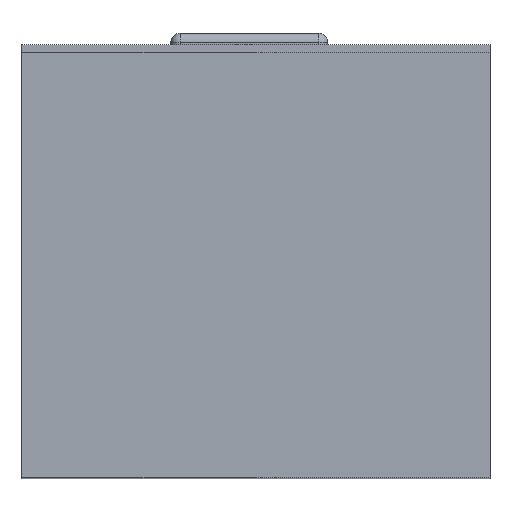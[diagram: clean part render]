
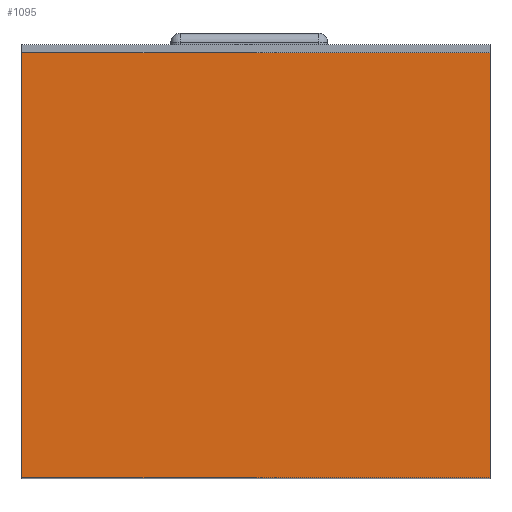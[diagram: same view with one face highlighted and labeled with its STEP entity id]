
A CAD part, top view. The second image highlights one B-rep face of the part: STEP entity #1095.
In plain terms, the highlighted planar face has unit normal (0, 0, 1).
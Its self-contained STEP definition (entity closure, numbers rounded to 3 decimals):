
#480 = PLANE('',#481);
#481 = AXIS2_PLACEMENT_3D('',#482,#483,#484);
#482 = CARTESIAN_POINT('',(596.,541.,820.));
#483 = DIRECTION('',(0.,0.,1.));
#484 = DIRECTION('',(-1.,0.,0.));
#870 = VERTEX_POINT('',#871);
#871 = CARTESIAN_POINT('',(596.,541.,820.));
#894 = VERTEX_POINT('',#895);
#895 = CARTESIAN_POINT('',(0.,541.,820.));
#916 = EDGE_CURVE('',#870,#894,#917,.T.);
#917 = SURFACE_CURVE('',#918,(#922,#929),.PCURVE_S1.);
#918 = LINE('',#919,#920);
#919 = CARTESIAN_POINT('',(596.,541.,820.));
#920 = VECTOR('',#921,1.);
#921 = DIRECTION('',(-1.,0.,0.));
#922 = PCURVE('',#480,#923);
#923 = DEFINITIONAL_REPRESENTATION('',(#924),#928);
#924 = LINE('',#925,#926);
#925 = CARTESIAN_POINT('',(0.,0.));
#926 = VECTOR('',#927,1.);
#927 = DIRECTION('',(1.,0.));
#928 = ( GEOMETRIC_REPRESENTATION_CONTEXT(2) 
PARAMETRIC_REPRESENTATION_CONTEXT() REPRESENTATION_CONTEXT('2D SPACE',''
  ) );
#929 = PCURVE('',#930,#935);
#930 = PLANE('',#931);
#931 = AXIS2_PLACEMENT_3D('',#932,#933,#934);
#932 = CARTESIAN_POINT('',(298.,270.5,820.));
#933 = DIRECTION('',(0.,0.,1.));
#934 = DIRECTION('',(1.,0.,0.));
#935 = DEFINITIONAL_REPRESENTATION('',(#936),#940);
#936 = LINE('',#937,#938);
#937 = CARTESIAN_POINT('',(298.,270.5));
#938 = VECTOR('',#939,1.);
#939 = DIRECTION('',(-1.,0.));
#940 = ( GEOMETRIC_REPRESENTATION_CONTEXT(2) 
PARAMETRIC_REPRESENTATION_CONTEXT() REPRESENTATION_CONTEXT('2D SPACE',''
  ) );
#984 = PLANE('',#985);
#985 = AXIS2_PLACEMENT_3D('',#986,#987,#988);
#986 = CARTESIAN_POINT('',(596.,0.,0.));
#987 = DIRECTION('',(-1.,0.,0.));
#988 = DIRECTION('',(0.,1.,0.));
#1038 = PLANE('',#1039);
#1039 = AXIS2_PLACEMENT_3D('',#1040,#1041,#1042);
#1040 = CARTESIAN_POINT('',(0.,541.,0.));
#1041 = DIRECTION('',(1.,0.,0.));
#1042 = DIRECTION('',(0.,-1.,0.));
#1095 = ADVANCED_FACE('',(#1096),#930,.T.);
#1096 = FACE_BOUND('',#1097,.T.);
#1097 = EDGE_LOOP('',(#1098,#1128,#1149,#1150));
#1098 = ORIENTED_EDGE('',*,*,#1099,.T.);
#1099 = EDGE_CURVE('',#1100,#1102,#1104,.T.);
#1100 = VERTEX_POINT('',#1101);
#1101 = CARTESIAN_POINT('',(0.,0.,820.));
#1102 = VERTEX_POINT('',#1103);
#1103 = CARTESIAN_POINT('',(596.,0.,820.));
#1104 = SURFACE_CURVE('',#1105,(#1109,#1116),.PCURVE_S1.);
#1105 = LINE('',#1106,#1107);
#1106 = CARTESIAN_POINT('',(0.,0.,820.));
#1107 = VECTOR('',#1108,1.);
#1108 = DIRECTION('',(1.,0.,0.));
#1109 = PCURVE('',#930,#1110);
#1110 = DEFINITIONAL_REPRESENTATION('',(#1111),#1115);
#1111 = LINE('',#1112,#1113);
#1112 = CARTESIAN_POINT('',(-298.,-270.5));
#1113 = VECTOR('',#1114,1.);
#1114 = DIRECTION('',(1.,0.));
#1115 = ( GEOMETRIC_REPRESENTATION_CONTEXT(2) 
PARAMETRIC_REPRESENTATION_CONTEXT() REPRESENTATION_CONTEXT('2D SPACE',''
  ) );
#1116 = PCURVE('',#1117,#1122);
#1117 = PLANE('',#1118);
#1118 = AXIS2_PLACEMENT_3D('',#1119,#1120,#1121);
#1119 = CARTESIAN_POINT('',(0.,0.,0.));
#1120 = DIRECTION('',(0.,1.,0.));
#1121 = DIRECTION('',(1.,0.,0.));
#1122 = DEFINITIONAL_REPRESENTATION('',(#1123),#1127);
#1123 = LINE('',#1124,#1125);
#1124 = CARTESIAN_POINT('',(0.,-820.));
#1125 = VECTOR('',#1126,1.);
#1126 = DIRECTION('',(1.,0.));
#1127 = ( GEOMETRIC_REPRESENTATION_CONTEXT(2) 
PARAMETRIC_REPRESENTATION_CONTEXT() REPRESENTATION_CONTEXT('2D SPACE',''
  ) );
#1128 = ORIENTED_EDGE('',*,*,#1129,.T.);
#1129 = EDGE_CURVE('',#1102,#870,#1130,.T.);
#1130 = SURFACE_CURVE('',#1131,(#1135,#1142),.PCURVE_S1.);
#1131 = LINE('',#1132,#1133);
#1132 = CARTESIAN_POINT('',(596.,0.,820.));
#1133 = VECTOR('',#1134,1.);
#1134 = DIRECTION('',(0.,1.,0.));
#1135 = PCURVE('',#930,#1136);
#1136 = DEFINITIONAL_REPRESENTATION('',(#1137),#1141);
#1137 = LINE('',#1138,#1139);
#1138 = CARTESIAN_POINT('',(298.,-270.5));
#1139 = VECTOR('',#1140,1.);
#1140 = DIRECTION('',(0.,1.));
#1141 = ( GEOMETRIC_REPRESENTATION_CONTEXT(2) 
PARAMETRIC_REPRESENTATION_CONTEXT() REPRESENTATION_CONTEXT('2D SPACE',''
  ) );
#1142 = PCURVE('',#984,#1143);
#1143 = DEFINITIONAL_REPRESENTATION('',(#1144),#1148);
#1144 = LINE('',#1145,#1146);
#1145 = CARTESIAN_POINT('',(0.,-820.));
#1146 = VECTOR('',#1147,1.);
#1147 = DIRECTION('',(1.,0.));
#1148 = ( GEOMETRIC_REPRESENTATION_CONTEXT(2) 
PARAMETRIC_REPRESENTATION_CONTEXT() REPRESENTATION_CONTEXT('2D SPACE',''
  ) );
#1149 = ORIENTED_EDGE('',*,*,#916,.T.);
#1150 = ORIENTED_EDGE('',*,*,#1151,.T.);
#1151 = EDGE_CURVE('',#894,#1100,#1152,.T.);
#1152 = SURFACE_CURVE('',#1153,(#1157,#1164),.PCURVE_S1.);
#1153 = LINE('',#1154,#1155);
#1154 = CARTESIAN_POINT('',(0.,541.,820.));
#1155 = VECTOR('',#1156,1.);
#1156 = DIRECTION('',(0.,-1.,0.));
#1157 = PCURVE('',#930,#1158);
#1158 = DEFINITIONAL_REPRESENTATION('',(#1159),#1163);
#1159 = LINE('',#1160,#1161);
#1160 = CARTESIAN_POINT('',(-298.,270.5));
#1161 = VECTOR('',#1162,1.);
#1162 = DIRECTION('',(0.,-1.));
#1163 = ( GEOMETRIC_REPRESENTATION_CONTEXT(2) 
PARAMETRIC_REPRESENTATION_CONTEXT() REPRESENTATION_CONTEXT('2D SPACE',''
  ) );
#1164 = PCURVE('',#1038,#1165);
#1165 = DEFINITIONAL_REPRESENTATION('',(#1166),#1170);
#1166 = LINE('',#1167,#1168);
#1167 = CARTESIAN_POINT('',(0.,-820.));
#1168 = VECTOR('',#1169,1.);
#1169 = DIRECTION('',(1.,0.));
#1170 = ( GEOMETRIC_REPRESENTATION_CONTEXT(2) 
PARAMETRIC_REPRESENTATION_CONTEXT() REPRESENTATION_CONTEXT('2D SPACE',''
  ) );
